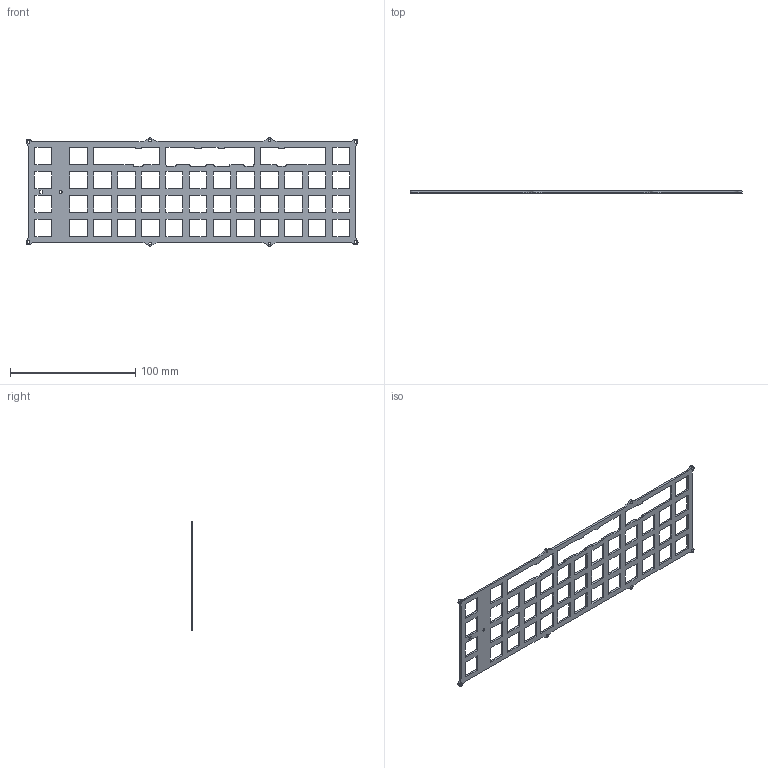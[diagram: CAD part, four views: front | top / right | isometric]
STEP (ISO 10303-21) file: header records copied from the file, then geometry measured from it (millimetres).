
FILE_DESCRIPTION(/* description */ (''),/* implementation_level */ '2;1');
FILE_NAME(/* name */ 'Ave_Main_Ortho-Plate_Rev22.5.step',/* time_stamp */ '2020-04-16T11:35:41-05:00',/* author */ (''),/* organization */ (''),/* preprocessor_version */ 'ST-DEVELOPER v18.1',/* originating_system */ 'Autodesk Translation Framework v9.2.0.1227',/* authorisation */ '');
FILE_SCHEMA (('AUTOMOTIVE_DESIGN { 1 0 10303 214 3 1 1 }'));
Length unit declared in the file: millimetre
Products named in the file (1): The Ave Ortho Plate-Dec2019
Bounding box: 265.17 x 1.5 x 86.39 mm (x, y, z)
Volume: 15477 mm3; surface area: 25940.6 mm2
Topology: 1 solids, 1 shells, 471 faces, 1407 edges, 938 vertices
Faces by surface type: cylinder 225, plane 214, bspline 32
Full cylindrical faces by diameter (mm): 2.2 x1
Entity records: 17404 total; most frequent: CARTESIAN_POINT 4234, ORIENTED_EDGE 2814, DIRECTION 2673, EDGE_CURVE 1407, VERTEX_POINT 938, LINE 893, VECTOR 893, AXIS2_PLACEMENT_3D 890
